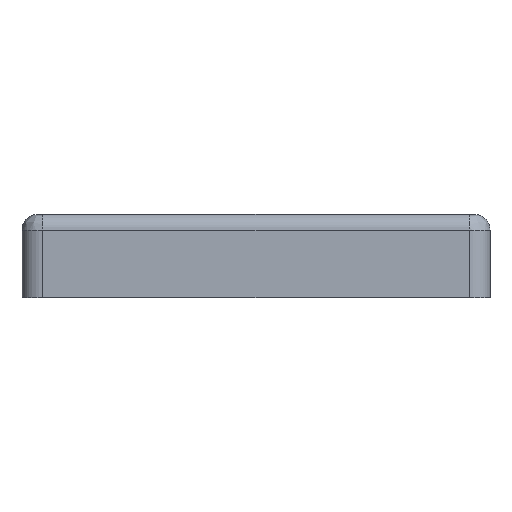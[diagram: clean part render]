
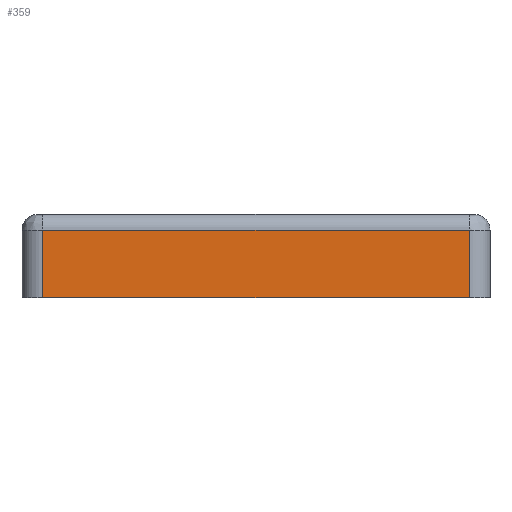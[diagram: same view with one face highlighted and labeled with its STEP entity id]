
A CAD part, front view. The second image highlights one B-rep face of the part: STEP entity #359.
In plain terms, the highlighted planar face has unit normal (0, -1, 0).
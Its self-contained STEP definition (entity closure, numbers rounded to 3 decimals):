
#359=ADVANCED_FACE('NONE',(#840),#841,.F.);
#840=FACE_OUTER_BOUND('',#1933,.T.);
#841=PLANE('',#1934);
#1933=EDGE_LOOP('',(#3699,#3700,#3701,#3702));
#1934=AXIS2_PLACEMENT_3D('',#3703,#3704,#3705);
#3699=ORIENTED_EDGE('',*,*,#4977,.F.);
#3700=ORIENTED_EDGE('',*,*,#5003,.F.);
#3701=ORIENTED_EDGE('',*,*,#5004,.F.);
#3702=ORIENTED_EDGE('',*,*,#5005,.F.);
#3703=CARTESIAN_POINT('',(-45.0,-45.0,16.0));
#3704=DIRECTION('',(0.0,1.0,0.0));
#3705=DIRECTION('',(1.0,0.0,-0.0));
#4977=EDGE_CURVE('NONE',#5825,#5823,#5827,.T.);
#5003=EDGE_CURVE('NONE',#5859,#5825,#5860,.T.);
#5004=EDGE_CURVE('NONE',#5861,#5859,#5862,.T.);
#5005=EDGE_CURVE('NONE',#5823,#5861,#5863,.T.);
#5823=VERTEX_POINT('NONE',#7666);
#5825=VERTEX_POINT('NONE',#7668);
#5827=LINE('',#7670,#7671);
#5859=VERTEX_POINT('NONE',#7706);
#5860=LINE('',#7707,#7708);
#5861=VERTEX_POINT('NONE',#7709);
#5862=LINE('',#7710,#7711);
#5863=LINE('',#7712,#7713);
#7666=CARTESIAN_POINT('',(41.0,-45.0,13.0));
#7668=CARTESIAN_POINT('',(-41.0,-45.0,13.0));
#7670=CARTESIAN_POINT('',(-45.0,-45.0,13.0));
#7671=VECTOR('',#8980,1000.0);
#7706=CARTESIAN_POINT('',(-41.0,-45.0,0.0));
#7707=CARTESIAN_POINT('',(-41.0,-45.0,16.0));
#7708=VECTOR('',#9020,1000.0);
#7709=CARTESIAN_POINT('',(41.0,-45.0,0.0));
#7710=CARTESIAN_POINT('',(-45.0,-45.0,0.0));
#7711=VECTOR('',#9021,1000.0);
#7712=CARTESIAN_POINT('',(41.0,-45.0,16.0));
#7713=VECTOR('',#9022,1000.0);
#8980=DIRECTION('',(1.0,-0.0,-0.0));
#9020=DIRECTION('',(0.0,-0.0,1.0));
#9021=DIRECTION('',(-1.0,-0.0,0.0));
#9022=DIRECTION('',(-0.0,0.0,-1.0));
